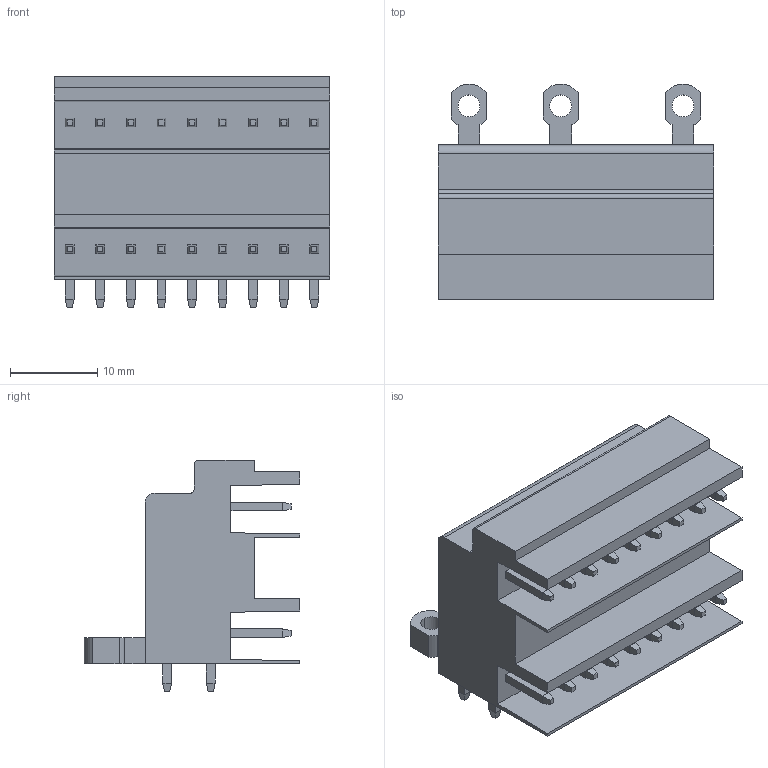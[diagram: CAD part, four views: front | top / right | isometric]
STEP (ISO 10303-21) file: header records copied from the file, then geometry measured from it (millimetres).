
FILE_DESCRIPTION(('CATIA V5 STEP Exchange','CAx-IF Rec.Pracs.--- Model Styling and Organization---1.2---2011-12-15'),'2;1');
FILE_NAME ('D1453933_0_1633420000_1633420000.stp','2018-11-03T07:46:42+00:00',('none'),('Weidmueller'),'CATIA Version 5-6 Release 2014','CATIA V5 STEP AP214','none');
FILE_SCHEMA(('AUTOMOTIVE_DESIGN { 1 0 10303 214 1 1 1 1 }'));
Length unit declared in the file: millimetre
Products named in the file (1): 1633420000
Bounding box: 31.5 x 24.7 x 26.5 mm (x, y, z)
Volume: 8495 mm3; surface area: 7613.8 mm2
Topology: 19 solids, 19 shells, 454 faces, 1104 edges, 688 vertices
Faces by surface type: plane 433, cylinder 21
Entity records: 11520 total; most frequent: ORIENTED_EDGE 2208, CARTESIAN_POINT 2120, DIRECTION 1326, EDGE_CURVE 1104, VECTOR 918, LINE 918, VERTEX_POINT 688, EDGE_LOOP 496
